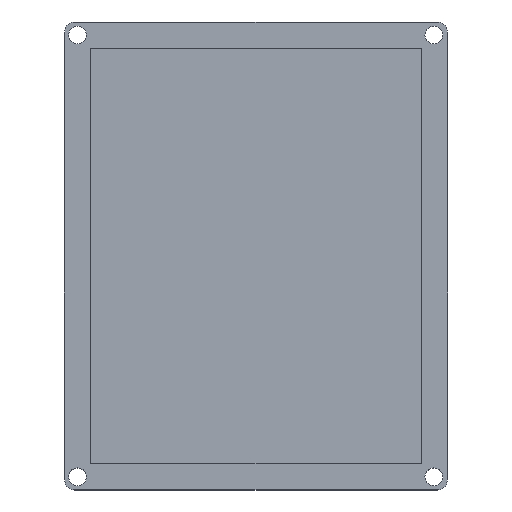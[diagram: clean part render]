
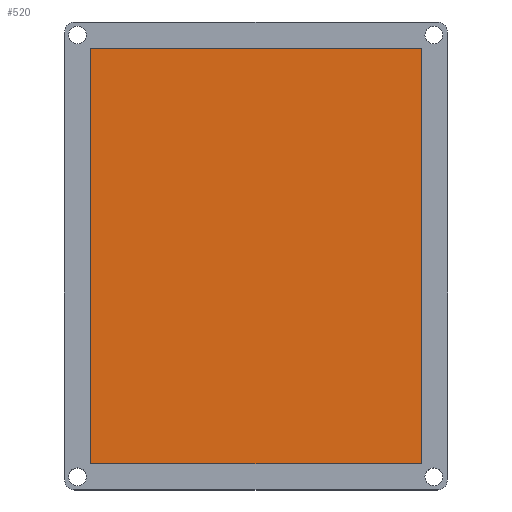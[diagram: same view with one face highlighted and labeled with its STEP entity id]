
A CAD part, top view. The second image highlights one B-rep face of the part: STEP entity #520.
In plain terms, the highlighted planar face has unit normal (0, 0, 1).
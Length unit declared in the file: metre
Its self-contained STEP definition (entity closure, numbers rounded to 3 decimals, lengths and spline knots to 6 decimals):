
#106=ORIENTED_EDGE('',*,*,#202,.F.);
#107=ORIENTED_EDGE('',*,*,#232,.T.);
#108=ORIENTED_EDGE('',*,*,#245,.T.);
#109=ORIENTED_EDGE('',*,*,#235,.F.);
#110=ORIENTED_EDGE('',*,*,#198,.F.);
#111=ORIENTED_EDGE('',*,*,#246,.F.);
#198=EDGE_CURVE('',#270,#271,#318,.T.);
#202=EDGE_CURVE('',#274,#275,#322,.T.);
#232=EDGE_CURVE('',#274,#303,#346,.T.);
#235=EDGE_CURVE('',#271,#304,#349,.T.);
#245=EDGE_CURVE('',#303,#304,#351,.T.);
#246=EDGE_CURVE('',#275,#270,#352,.T.);
#270=VERTEX_POINT('',#769);
#271=VERTEX_POINT('',#771);
#274=VERTEX_POINT('',#777);
#275=VERTEX_POINT('',#779);
#303=VERTEX_POINT('',#841);
#304=VERTEX_POINT('',#845);
#318=LINE('',#770,#364);
#322=LINE('',#778,#368);
#346=LINE('',#842,#392);
#349=LINE('',#848,#395);
#351=LINE('',#871,#397);
#352=LINE('',#873,#398);
#364=VECTOR('',#613,1.);
#368=VECTOR('',#617,1.);
#392=VECTOR('',#663,1.);
#395=VECTOR('',#668,1.);
#397=VECTOR('',#696,1.);
#398=VECTOR('',#699,1.);
#425=EDGE_LOOP('',(#106,#107,#108,#109,#110,#111));
#467=FACE_BOUND('',#425,.T.);
#500=PLANE('',#577);
#520=ADVANCED_FACE('',(#467),#500,.T.);
#577=AXIS2_PLACEMENT_3D('',#872,#697,#698);
#613=DIRECTION('',(1.,0.,0.));
#617=DIRECTION('',(1.,0.,0.));
#663=DIRECTION('',(0.,-1.,0.));
#668=DIRECTION('',(0.,-1.,0.));
#696=DIRECTION('',(1.,0.,0.));
#697=DIRECTION('',(0.,0.,1.));
#698=DIRECTION('',(1.,0.,0.));
#699=DIRECTION('',(1.,0.,0.));
#769=CARTESIAN_POINT('',(-0.014067,0.03942,-0.008));
#770=CARTESIAN_POINT('',(0.00007,0.03942,-0.008));
#771=CARTESIAN_POINT('',(0.03169,0.03942,-0.008));
#777=CARTESIAN_POINT('',(-0.03155,0.03942,-0.008));
#778=CARTESIAN_POINT('',(0.00007,0.03942,-0.008));
#779=CARTESIAN_POINT('',(-0.023053,0.03942,-0.008));
#841=CARTESIAN_POINT('',(-0.03155,-0.04001,-0.008));
#842=CARTESIAN_POINT('',(-0.03155,-0.000295,-0.008));
#845=CARTESIAN_POINT('',(0.03169,-0.04001,-0.008));
#848=CARTESIAN_POINT('',(0.03169,-0.000295,-0.008));
#871=CARTESIAN_POINT('',(0.00007,-0.04001,-0.008));
#872=CARTESIAN_POINT('',(0.00007,-0.000295,-0.008));
#873=CARTESIAN_POINT('',(0.00007,0.03942,-0.008));
